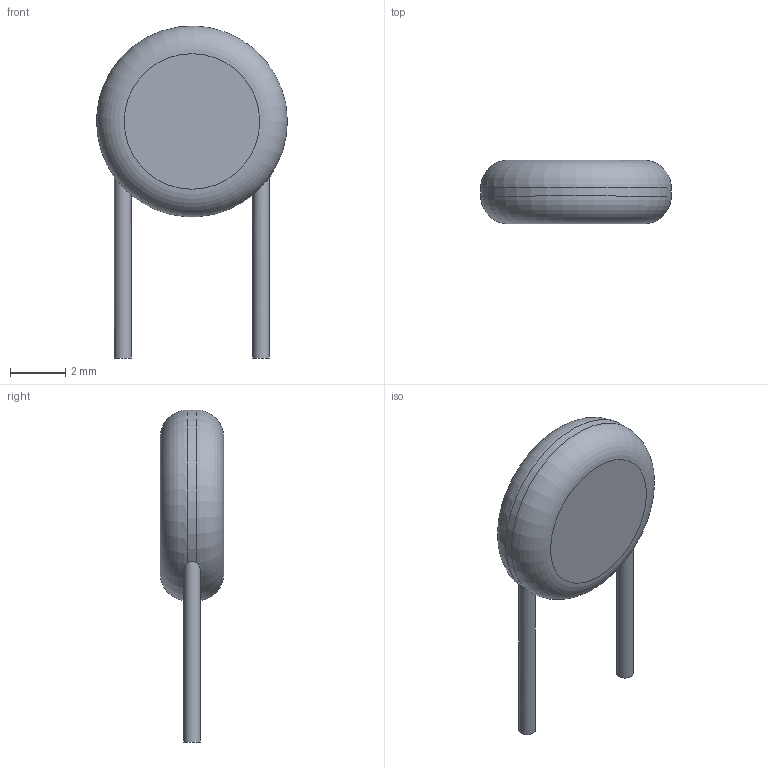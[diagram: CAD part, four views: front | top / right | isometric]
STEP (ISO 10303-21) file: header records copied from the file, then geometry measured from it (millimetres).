
FILE_DESCRIPTION(('FreeCAD Model'),'2;1');
FILE_NAME( 'Littelfuse_LVR005NS.step', '2018-05-17T18:27:51',('Author'),(''), 'Open CASCADE STEP processor 7.2','FreeCAD','Unknown');
FILE_SCHEMA(('AUTOMOTIVE_DESIGN { 1 0 10303 214 1 1 1 1 }'));
Length unit declared in the file: millimetre
Products named in the file (1): Clone
Bounding box: 6.9 x 2.3 x 12 mm (x, y, z)
Volume: 80.8 mm3; surface area: 128.2 mm2
Topology: 1 solids, 1 shells, 11 faces, 25 edges, 16 vertices
Faces by surface type: cylinder 5, plane 4, torus 2
Full cylindrical faces by diameter (mm): 0.6 x2
Entity records: 1020 total; most frequent: CARTESIAN_POINT 461, DIRECTION 77, ORIENTED_EDGE 50, PCURVE 50, DEFINITIONAL_REPRESENTATION 50, B_SPLINE_CURVE_WITH_KNOTS 34, EDGE_CURVE 25, LINE 25
